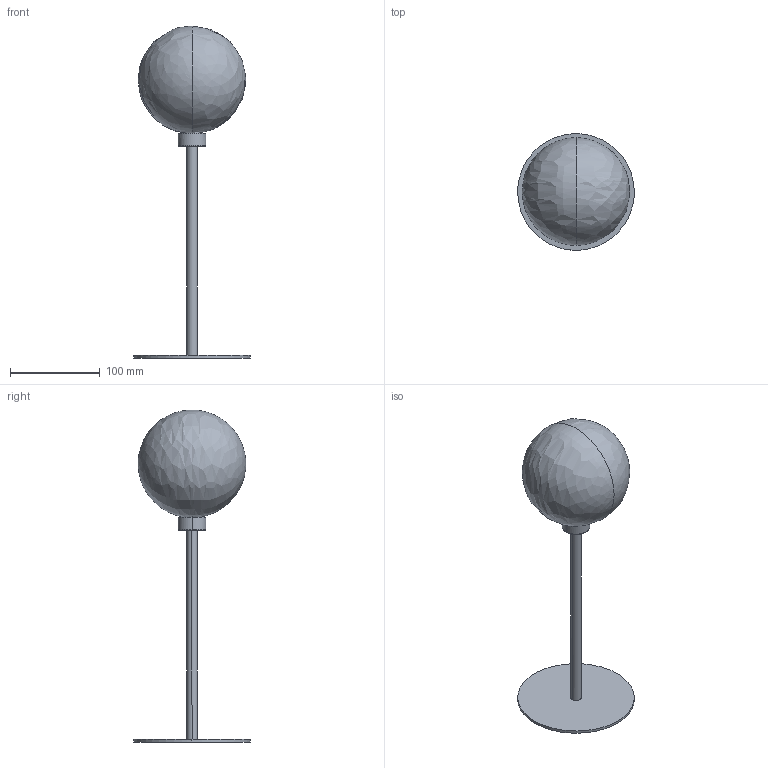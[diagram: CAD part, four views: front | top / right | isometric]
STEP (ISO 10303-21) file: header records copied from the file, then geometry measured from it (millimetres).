
FILE_DESCRIPTION(/* description */ (''),/* implementation_level */ '2;1');
FILE_NAME(/* name */ '1744.291_DOM',/* time_stamp */ '2023-01-24T15:21:24+01:00',/* author */ (''),/* organization */ (''),/* preprocessor_version */ 'ST-DEVELOPER v16.5',/* originating_system */ 'Rhino 7.15',/* authorisation */ '');
FILE_SCHEMA (('CONFIG_CONTROL_DESIGN'));
Length unit declared in the file: millimetre
Products named in the file (1): Document
Bounding box: 130 x 129.85 x 369.98 mm (x, y, z)
Volume: 152956.7 mm3; surface area: 133897.1 mm2
Topology: 4 solids, 5 shells, 22 faces, 48 edges, 26 vertices
Faces by surface type: cylinder 8, bspline 8, plane 6
Entity records: 940 total; most frequent: CARTESIAN_POINT 575, ORIENTED_EDGE 76, EDGE_CURVE 40, VERTEX_POINT 26, ADVANCED_FACE 22, FACE_OUTER_BOUND 22, EDGE_LOOP 22, DIRECTION 20
